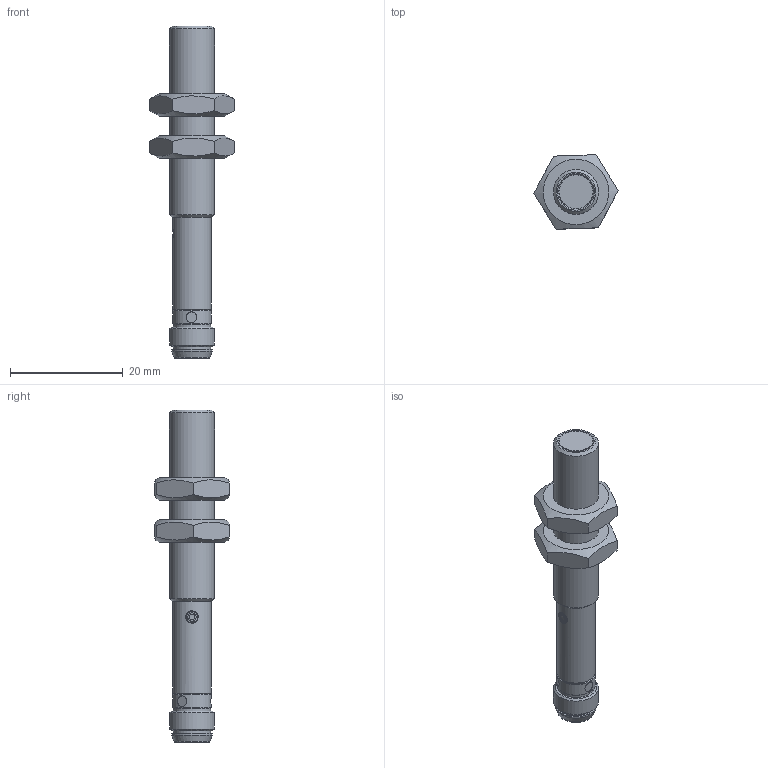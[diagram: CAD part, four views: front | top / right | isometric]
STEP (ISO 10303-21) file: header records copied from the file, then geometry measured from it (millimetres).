
FILE_DESCRIPTION(/* description */ (''),/* implementation_level */ '2;1');
FILE_NAME(/* name */ 'KDCT 08 V02 G3-T3.stp',/* time_stamp */ '2015-07-20T15:21:33+02:00',/* author */ ('lck'),/* organization */ (''),/* preprocessor_version */ 'ST-DEVELOPER v15.6',/* originating_system */ 'Autodesk Inventor 2015',/* authorisation */ '');
FILE_SCHEMA (('AUTOMOTIVE_DESIGN { 1 0 10303 214 3 1 1 }'));
Length unit declared in the file: millimetre
Products named in the file (1): KDCT 08 V02 G3-T3
Bounding box: 15 x 13.25 x 59 mm (x, y, z)
Volume: 3237.3 mm3; surface area: 2217.6 mm2
Topology: 1 solids, 3 shells, 104 faces, 207 edges, 128 vertices
Faces by surface type: cylinder 51, plane 37, cone 13, sphere 3
Full cylindrical faces by diameter (mm): 1 x4, 1.5 x1, 2 x3, 2.2 x1, 5.6 x1, 5.8 x1, 6.05 x1, 6.1 x1, 6.4 x1, 6.6 x2, 6.8 x1, 6.9 x1, 7.2 x1, 8 x4
Entity records: 2911 total; most frequent: CARTESIAN_POINT 949, DIRECTION 372, ORIENTED_EDGE 298, AXIS2_PLACEMENT_3D 180, EDGE_LOOP 163, EDGE_CURVE 149, VERTEX_POINT 110, FACE_OUTER_BOUND 104
